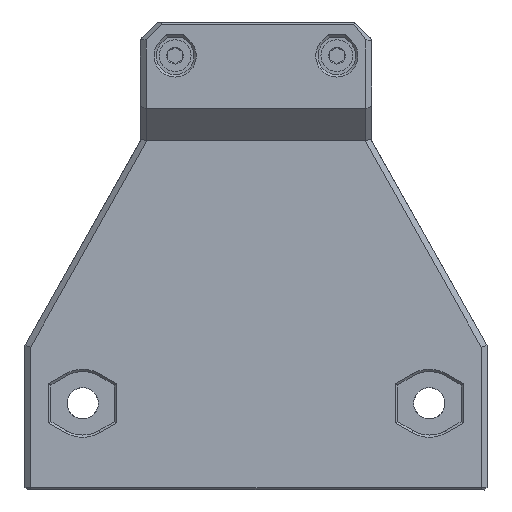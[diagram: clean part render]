
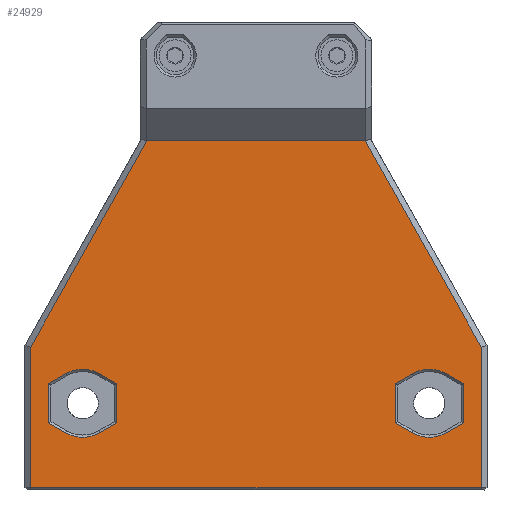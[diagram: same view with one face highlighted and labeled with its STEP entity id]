
A CAD part, left-side view. The second image highlights one B-rep face of the part: STEP entity #24929.
In plain terms, the highlighted planar face has unit normal (-1, 0, 0).
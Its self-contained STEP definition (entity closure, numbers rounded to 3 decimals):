
#1095=FACE_BOUND('',#4863,.T.);
#1096=FACE_BOUND('',#4864,.T.);
#1710=PLANE('',#27032);
#3328=FACE_OUTER_BOUND('',#4862,.T.);
#4862=EDGE_LOOP('',(#21587,#21588,#21589,#21590,#21591,#21592));
#4863=EDGE_LOOP('',(#21593,#21594,#21595,#21596,#21597,#21598,#21599,#21600));
#4864=EDGE_LOOP('',(#21601,#21602,#21603,#21604,#21605,#21606,#21607,#21608));
#7011=LINE('',#46340,#9457);
#7015=LINE('',#46349,#9461);
#7021=LINE('',#46362,#9467);
#7024=LINE('',#46366,#9470);
#7026=LINE('',#46374,#9472);
#7030=LINE('',#46384,#9476);
#7039=LINE('',#46406,#9485);
#7040=LINE('',#46408,#9486);
#7041=LINE('',#46410,#9487);
#7042=LINE('',#46412,#9488);
#7043=LINE('',#46414,#9489);
#7044=LINE('',#46415,#9490);
#7045=LINE('',#46418,#9491);
#7046=LINE('',#46420,#9492);
#7047=LINE('',#46424,#9493);
#7048=LINE('',#46426,#9494);
#7049=LINE('',#46428,#9495);
#7050=LINE('',#46431,#9496);
#9457=VECTOR('',#32332,10.);
#9461=VECTOR('',#32338,10.);
#9467=VECTOR('',#32346,10.);
#9470=VECTOR('',#32351,10.);
#9472=VECTOR('',#32361,10.);
#9476=VECTOR('',#32373,10.);
#9485=VECTOR('',#32394,10.);
#9486=VECTOR('',#32395,10.);
#9487=VECTOR('',#32396,10.);
#9488=VECTOR('',#32397,10.);
#9489=VECTOR('',#32398,10.);
#9490=VECTOR('',#32399,10.);
#9491=VECTOR('',#32400,10.);
#9492=VECTOR('',#32401,10.);
#9493=VECTOR('',#32404,10.);
#9494=VECTOR('',#32405,10.);
#9495=VECTOR('',#32406,10.);
#9496=VECTOR('',#32409,10.);
#10511=CIRCLE('',#27020,5.9);
#10514=CIRCLE('',#27025,5.9);
#10516=CIRCLE('',#27033,5.9);
#10517=CIRCLE('',#27034,5.9);
#12235=VERTEX_POINT('',#46338);
#12236=VERTEX_POINT('',#46339);
#12239=VERTEX_POINT('',#46347);
#12240=VERTEX_POINT('',#46348);
#12245=VERTEX_POINT('',#46359);
#12246=VERTEX_POINT('',#46361);
#12248=VERTEX_POINT('',#46369);
#12249=VERTEX_POINT('',#46377);
#12256=VERTEX_POINT('',#46404);
#12257=VERTEX_POINT('',#46405);
#12258=VERTEX_POINT('',#46407);
#12259=VERTEX_POINT('',#46409);
#12260=VERTEX_POINT('',#46411);
#12261=VERTEX_POINT('',#46413);
#12262=VERTEX_POINT('',#46416);
#12263=VERTEX_POINT('',#46417);
#12264=VERTEX_POINT('',#46419);
#12265=VERTEX_POINT('',#46421);
#12266=VERTEX_POINT('',#46423);
#12267=VERTEX_POINT('',#46425);
#12268=VERTEX_POINT('',#46427);
#12269=VERTEX_POINT('',#46429);
#15431=EDGE_CURVE('',#12235,#12236,#7011,.T.);
#15435=EDGE_CURVE('',#12239,#12240,#7015,.T.);
#15441=EDGE_CURVE('',#12245,#12246,#7021,.T.);
#15444=EDGE_CURVE('',#12246,#12239,#7024,.T.);
#15446=EDGE_CURVE('',#12248,#12245,#10511,.T.);
#15448=EDGE_CURVE('',#12236,#12248,#7026,.T.);
#15452=EDGE_CURVE('',#12240,#12249,#10514,.T.);
#15454=EDGE_CURVE('',#12249,#12235,#7030,.T.);
#15464=EDGE_CURVE('',#12256,#12257,#7039,.T.);
#15465=EDGE_CURVE('',#12258,#12256,#7040,.T.);
#15466=EDGE_CURVE('',#12259,#12258,#7041,.T.);
#15467=EDGE_CURVE('',#12260,#12259,#7042,.T.);
#15468=EDGE_CURVE('',#12261,#12260,#7043,.T.);
#15469=EDGE_CURVE('',#12257,#12261,#7044,.T.);
#15470=EDGE_CURVE('',#12262,#12263,#7045,.T.);
#15471=EDGE_CURVE('',#12264,#12262,#7046,.T.);
#15472=EDGE_CURVE('',#12265,#12264,#10516,.T.);
#15473=EDGE_CURVE('',#12266,#12265,#7047,.T.);
#15474=EDGE_CURVE('',#12267,#12266,#7048,.T.);
#15475=EDGE_CURVE('',#12268,#12267,#7049,.T.);
#15476=EDGE_CURVE('',#12269,#12268,#10517,.T.);
#15477=EDGE_CURVE('',#12263,#12269,#7050,.T.);
#21587=ORIENTED_EDGE('',*,*,#15464,.F.);
#21588=ORIENTED_EDGE('',*,*,#15465,.F.);
#21589=ORIENTED_EDGE('',*,*,#15466,.F.);
#21590=ORIENTED_EDGE('',*,*,#15467,.F.);
#21591=ORIENTED_EDGE('',*,*,#15468,.F.);
#21592=ORIENTED_EDGE('',*,*,#15469,.F.);
#21593=ORIENTED_EDGE('',*,*,#15470,.F.);
#21594=ORIENTED_EDGE('',*,*,#15471,.F.);
#21595=ORIENTED_EDGE('',*,*,#15472,.F.);
#21596=ORIENTED_EDGE('',*,*,#15473,.F.);
#21597=ORIENTED_EDGE('',*,*,#15474,.F.);
#21598=ORIENTED_EDGE('',*,*,#15475,.F.);
#21599=ORIENTED_EDGE('',*,*,#15476,.F.);
#21600=ORIENTED_EDGE('',*,*,#15477,.F.);
#21601=ORIENTED_EDGE('',*,*,#15441,.F.);
#21602=ORIENTED_EDGE('',*,*,#15446,.F.);
#21603=ORIENTED_EDGE('',*,*,#15448,.F.);
#21604=ORIENTED_EDGE('',*,*,#15431,.F.);
#21605=ORIENTED_EDGE('',*,*,#15454,.F.);
#21606=ORIENTED_EDGE('',*,*,#15452,.F.);
#21607=ORIENTED_EDGE('',*,*,#15435,.F.);
#21608=ORIENTED_EDGE('',*,*,#15444,.F.);
#24929=ADVANCED_FACE('',(#3328,#1095,#1096),#1710,.F.);
#27020=AXIS2_PLACEMENT_3D('',#46371,#32355,#32356);
#27025=AXIS2_PLACEMENT_3D('',#46381,#32368,#32369);
#27032=AXIS2_PLACEMENT_3D('',#46403,#32392,#32393);
#27033=AXIS2_PLACEMENT_3D('',#46422,#32402,#32403);
#27034=AXIS2_PLACEMENT_3D('',#46430,#32407,#32408);
#32332=DIRECTION('',(0.,0.,-1.));
#32338=DIRECTION('',(0.,0.866,0.5));
#32346=DIRECTION('',(0.,-0.866,0.5));
#32351=DIRECTION('',(0.,0.,1.));
#32355=DIRECTION('center_axis',(-1.,0.,0.));
#32356=DIRECTION('ref_axis',(0.,-1.,0.));
#32361=DIRECTION('',(0.,-0.866,-0.5));
#32368=DIRECTION('center_axis',(-1.,0.,0.));
#32369=DIRECTION('ref_axis',(0.,-1.,0.));
#32373=DIRECTION('',(0.,0.866,-0.5));
#32392=DIRECTION('center_axis',(1.,0.,0.));
#32393=DIRECTION('ref_axis',(0.,1.,0.));
#32394=DIRECTION('',(0.,0.491,-0.871));
#32395=DIRECTION('',(0.,0.,-1.));
#32396=DIRECTION('',(0.,-1.,0.));
#32397=DIRECTION('',(0.,0.,1.));
#32398=DIRECTION('',(0.,0.491,0.871));
#32399=DIRECTION('',(0.,1.,0.));
#32400=DIRECTION('',(0.,0.,-1.));
#32401=DIRECTION('',(0.,0.866,-0.5));
#32402=DIRECTION('center_axis',(-1.,0.,0.));
#32403=DIRECTION('ref_axis',(0.,1.,0.));
#32404=DIRECTION('',(0.,0.866,0.5));
#32405=DIRECTION('',(0.,0.,1.));
#32406=DIRECTION('',(0.,-0.866,0.5));
#32407=DIRECTION('center_axis',(-1.,0.,0.));
#32408=DIRECTION('ref_axis',(0.,1.,0.));
#32409=DIRECTION('',(0.,-0.866,-0.5));
#46338=CARTESIAN_POINT('',(3.,16.529,91.4));
#46339=CARTESIAN_POINT('',(3.,16.529,84.587));
#46340=CARTESIAN_POINT('',(3.,16.529,99.812));
#46347=CARTESIAN_POINT('',(3.,4.729,91.4));
#46348=CARTESIAN_POINT('',(3.,7.679,93.103));
#46349=CARTESIAN_POINT('',(3.,-0.516,88.372));
#46359=CARTESIAN_POINT('',(3.,7.679,82.884));
#46361=CARTESIAN_POINT('',(3.,4.729,84.587));
#46362=CARTESIAN_POINT('',(3.,-8.001,91.937));
#46366=CARTESIAN_POINT('',(3.,4.729,96.636));
#46369=CARTESIAN_POINT('',(3.,13.579,82.884));
#46371=CARTESIAN_POINT('Origin',(3.,10.629,87.993));
#46374=CARTESIAN_POINT('',(3.,8.134,79.74));
#46377=CARTESIAN_POINT('',(3.,13.579,93.103));
#46381=CARTESIAN_POINT('Origin',(3.,10.629,87.993));
#46384=CARTESIAN_POINT('',(3.,-2.101,102.156));
#46403=CARTESIAN_POINT('Origin',(3.,-19.371,108.454));
#46404=CARTESIAN_POINT('',(3.,1.629,78.259));
#46405=CARTESIAN_POINT('',(3.,21.776,42.497));
#46406=CARTESIAN_POINT('',(3.,-7.422,94.324));
#46407=CARTESIAN_POINT('',(3.,1.629,102.597));
#46408=CARTESIAN_POINT('',(3.,1.629,99.6));
#46409=CARTESIAN_POINT('',(3.,79.629,102.597));
#46410=CARTESIAN_POINT('',(3.,-9.371,102.597));
#46411=CARTESIAN_POINT('',(3.,79.629,78.259));
#46412=CARTESIAN_POINT('',(3.,79.629,99.6));
#46413=CARTESIAN_POINT('',(3.,59.481,42.497));
#46414=CARTESIAN_POINT('',(3.,74.224,68.665));
#46415=CARTESIAN_POINT('',(3.,50.629,42.497));
#46416=CARTESIAN_POINT('',(3.,76.529,91.4));
#46417=CARTESIAN_POINT('',(3.,76.529,84.587));
#46418=CARTESIAN_POINT('',(3.,76.529,96.636));
#46419=CARTESIAN_POINT('',(3.,73.579,93.103));
#46420=CARTESIAN_POINT('',(3.,36.774,114.352));
#46421=CARTESIAN_POINT('',(3.,67.679,93.103));
#46422=CARTESIAN_POINT('Origin',(3.,70.629,87.993));
#46423=CARTESIAN_POINT('',(3.,64.729,91.4));
#46424=CARTESIAN_POINT('',(3.,38.359,76.175));
#46425=CARTESIAN_POINT('',(3.,64.729,84.587));
#46426=CARTESIAN_POINT('',(3.,64.729,99.812));
#46427=CARTESIAN_POINT('',(3.,67.679,82.884));
#46428=CARTESIAN_POINT('',(3.,28.124,105.721));
#46429=CARTESIAN_POINT('',(3.,73.579,82.884));
#46430=CARTESIAN_POINT('Origin',(3.,70.629,87.993));
#46431=CARTESIAN_POINT('',(3.,44.259,65.956));
